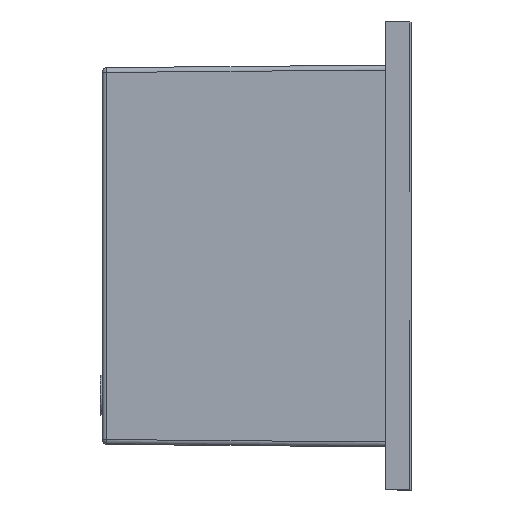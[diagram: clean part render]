
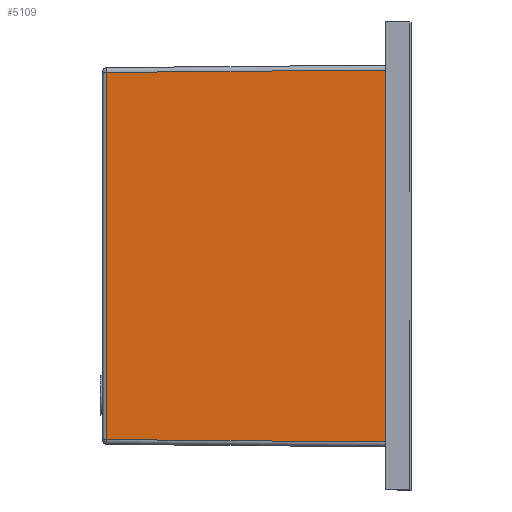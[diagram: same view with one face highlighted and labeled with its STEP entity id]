
A CAD part, left-side view. The second image highlights one B-rep face of the part: STEP entity #5109.
In plain terms, the highlighted planar face has unit normal (-1, 0.009, 0).
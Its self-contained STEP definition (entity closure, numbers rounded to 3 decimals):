
#215 = VERTEX_POINT ( 'NONE', #1091 ) ;
#262 = LINE ( 'NONE', #2891, #392 ) ;
#295 = CARTESIAN_POINT ( 'NONE',  ( -5.41, 6.251, -3.785 ) ) ;
#392 = VECTOR ( 'NONE', #5360, 1000. ) ;
#608 = CARTESIAN_POINT ( 'NONE',  ( -5.46, 0.51, -3.835 ) ) ;
#795 = ORIENTED_EDGE ( 'NONE', *, *, #2311, .T. ) ;
#1091 = CARTESIAN_POINT ( 'NONE',  ( -5.41, 6.251, 3.785 ) ) ;
#1130 = VERTEX_POINT ( 'NONE', #608 ) ;
#1178 = DIRECTION ( 'NONE',  ( -1., 0.009, 0. ) ) ;
#1205 = VERTEX_POINT ( 'NONE', #295 ) ;
#1421 = EDGE_CURVE ( 'NONE', #1130, #4260, #3649, .T. ) ;
#1633 = LINE ( 'NONE', #2509, #4911 ) ;
#1714 = AXIS2_PLACEMENT_3D ( 'NONE', #4978, #1178, #2865 ) ;
#2293 = ORIENTED_EDGE ( 'NONE', *, *, #2976, .T. ) ;
#2311 = EDGE_CURVE ( 'NONE', #4260, #215, #3926, .T. ) ;
#2332 = EDGE_LOOP ( 'NONE', ( #3130, #2293, #3249, #795 ) ) ;
#2390 = PLANE ( 'NONE',  #1714 ) ;
#2509 = CARTESIAN_POINT ( 'NONE',  ( -5.459, 0.578, -3.834 ) ) ;
#2865 = DIRECTION ( 'NONE',  ( -0.009, -1., 0. ) ) ;
#2891 = CARTESIAN_POINT ( 'NONE',  ( -5.41, 6.251, -3.884 ) ) ;
#2976 = EDGE_CURVE ( 'NONE', #1205, #1130, #1633, .T. ) ;
#3130 = ORIENTED_EDGE ( 'NONE', *, *, #5047, .T. ) ;
#3249 = ORIENTED_EDGE ( 'NONE', *, *, #1421, .T. ) ;
#3646 = CARTESIAN_POINT ( 'NONE',  ( -5.46, 0.509, 3.835 ) ) ;
#3649 = LINE ( 'NONE', #3731, #4798 ) ;
#3731 = CARTESIAN_POINT ( 'NONE',  ( -5.46, 0.51, 3.935 ) ) ;
#3742 = DIRECTION ( 'NONE',  ( -0.009, -1., -0.009 ) ) ;
#3926 = LINE ( 'NONE', #3646, #4556 ) ;
#4260 = VERTEX_POINT ( 'NONE', #5369 ) ;
#4487 = FACE_OUTER_BOUND ( 'NONE', #2332, .T. ) ;
#4556 = VECTOR ( 'NONE', #5299, 1000. ) ;
#4798 = VECTOR ( 'NONE', #5008, 1000. ) ;
#4911 = VECTOR ( 'NONE', #3742, 1000. ) ;
#4978 = CARTESIAN_POINT ( 'NONE',  ( -5.46, 0.51, 3.935 ) ) ;
#5008 = DIRECTION ( 'NONE',  ( 0., 0., 1. ) ) ;
#5047 = EDGE_CURVE ( 'NONE', #215, #1205, #262, .T. ) ;
#5109 = ADVANCED_FACE ( 'NONE', ( #4487 ), #2390, .T. ) ;
#5299 = DIRECTION ( 'NONE',  ( 0.009, 1., -0.009 ) ) ;
#5360 = DIRECTION ( 'NONE',  ( 0., 0., -1. ) ) ;
#5369 = CARTESIAN_POINT ( 'NONE',  ( -5.46, 0.51, 3.835 ) ) ;
